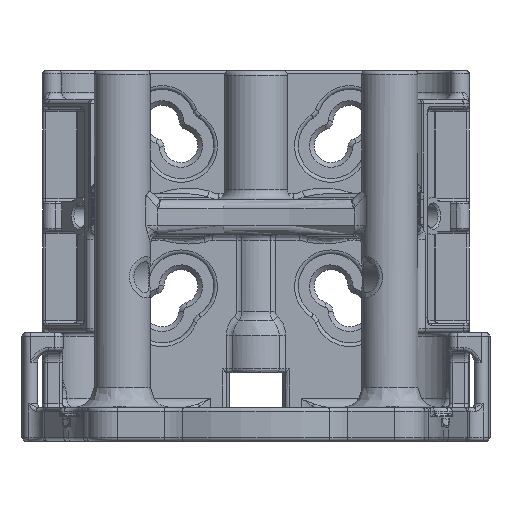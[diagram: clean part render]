
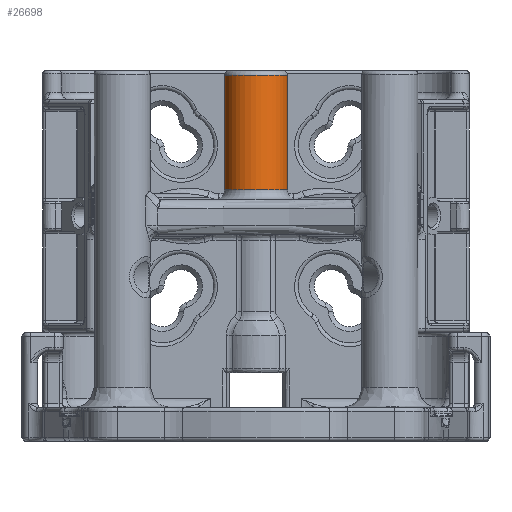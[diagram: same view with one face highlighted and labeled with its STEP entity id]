
A CAD part, front view. The second image highlights one B-rep face of the part: STEP entity #26698.
In plain terms, the highlighted cylindrical face has radius 3.35 mm (diameter 6.7 mm), a full revolution.
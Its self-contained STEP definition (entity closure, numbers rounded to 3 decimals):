
#1449=CYLINDRICAL_SURFACE('',#29799,3.35);
#4071=FACE_OUTER_BOUND('',#5850,.T.);
#5850=EDGE_LOOP('',(#23826,#23827,#23828,#23829,#23830,#23831));
#7848=CIRCLE('',#29795,3.35);
#7851=CIRCLE('',#29798,3.35);
#7852=CIRCLE('',#29800,3.35);
#7853=CIRCLE('',#29801,3.35);
#9170=LINE('',#58330,#10377);
#10377=VECTOR('',#36870,3.35);
#12633=VERTEX_POINT('',#58321);
#12634=VERTEX_POINT('',#58322);
#12636=VERTEX_POINT('',#58329);
#12637=VERTEX_POINT('',#58331);
#16419=EDGE_CURVE('',#12633,#12634,#7848,.T.);
#16422=EDGE_CURVE('',#12634,#12633,#7851,.T.);
#16423=EDGE_CURVE('',#12633,#12636,#9170,.T.);
#16424=EDGE_CURVE('',#12637,#12636,#7852,.T.);
#16425=EDGE_CURVE('',#12636,#12637,#7853,.T.);
#23826=ORIENTED_EDGE('',*,*,#16419,.F.);
#23827=ORIENTED_EDGE('',*,*,#16423,.T.);
#23828=ORIENTED_EDGE('',*,*,#16424,.F.);
#23829=ORIENTED_EDGE('',*,*,#16425,.F.);
#23830=ORIENTED_EDGE('',*,*,#16423,.F.);
#23831=ORIENTED_EDGE('',*,*,#16422,.F.);
#26698=ADVANCED_FACE('',(#4071),#1449,.T.);
#29795=AXIS2_PLACEMENT_3D('',#58323,#36860,#36861);
#29798=AXIS2_PLACEMENT_3D('',#58327,#36866,#36867);
#29799=AXIS2_PLACEMENT_3D('',#58328,#36868,#36869);
#29800=AXIS2_PLACEMENT_3D('',#58332,#36871,#36872);
#29801=AXIS2_PLACEMENT_3D('',#58333,#36873,#36874);
#36860=DIRECTION('center_axis',(0.,0.,1.));
#36861=DIRECTION('ref_axis',(1.,0.,0.));
#36866=DIRECTION('center_axis',(0.,0.,1.));
#36867=DIRECTION('ref_axis',(1.,0.,0.));
#36868=DIRECTION('center_axis',(0.,0.,1.));
#36869=DIRECTION('ref_axis',(1.,0.,0.));
#36870=DIRECTION('',(0.,0.,-1.));
#36871=DIRECTION('center_axis',(0.,0.,
-1.));
#36872=DIRECTION('ref_axis',(1.,0.,0.));
#36873=DIRECTION('center_axis',(0.,0.,
-1.));
#36874=DIRECTION('ref_axis',(1.,0.,0.));
#58321=CARTESIAN_POINT('',(-3.35,0.,39.));
#58322=CARTESIAN_POINT('',(3.35,0.,39.));
#58323=CARTESIAN_POINT('Origin',(0.,0.,39.));
#58327=CARTESIAN_POINT('Origin',(0.,0.,39.));
#58328=CARTESIAN_POINT('Origin',(0.,0.,25.8));
#58329=CARTESIAN_POINT('',(-3.35,0.,26.8));
#58330=CARTESIAN_POINT('',(-3.35,0.,25.8));
#58331=CARTESIAN_POINT('',(3.35,0.,26.8));
#58332=CARTESIAN_POINT('Origin',(0.,0.,26.8));
#58333=CARTESIAN_POINT('Origin',(0.,0.,26.8));
